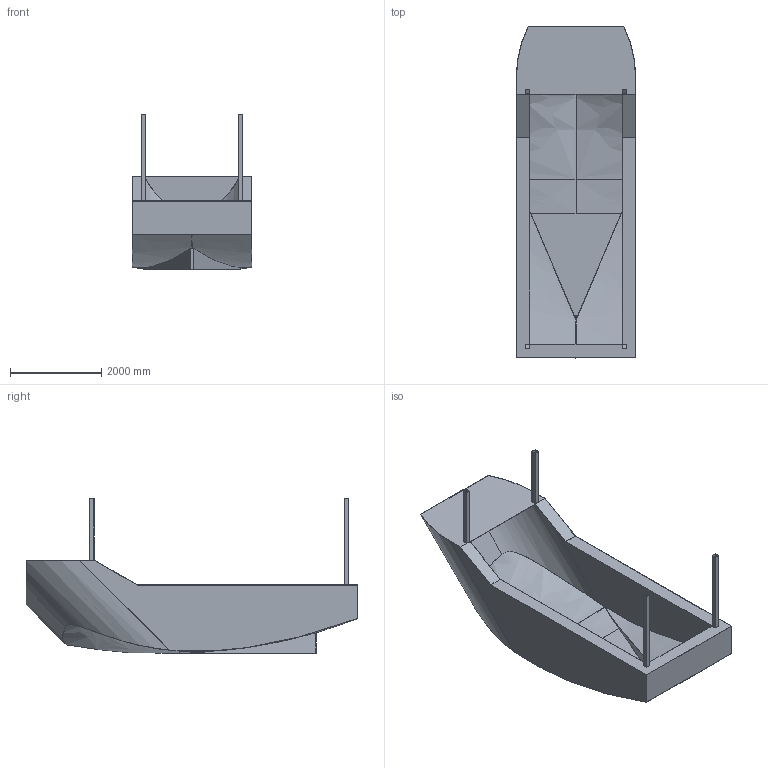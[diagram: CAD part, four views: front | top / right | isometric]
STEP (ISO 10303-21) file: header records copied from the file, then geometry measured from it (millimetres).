
FILE_DESCRIPTION(('FreeCAD Model'),'2;1');
FILE_NAME('Open CASCADE Shape Model','2025-05-03T05:34:55',('FreeCAD'),( 'FreeCAD'),'Open CASCADE STEP processor 7.6','FreeCAD','Unknown');
FILE_SCHEMA(('AUTOMOTIVE_DESIGN { 1 0 10303 214 1 1 1 1 }'));
Length unit declared in the file: millimetre
Products named in the file (1): Open CASCADE STEP translator 7.6 1
Bounding box: 2625 x 7275 x 3391.6 mm (x, y, z)
Volume: 208223971 mm3; surface area: 104181170.8 mm2
Topology: 1 solids, 1 shells, 97 faces, 261 edges, 166 vertices
Faces by surface type: plane 69, bspline 24, cylinder 4
Entity records: 4026 total; most frequent: CARTESIAN_POINT 1798, ORIENTED_EDGE 522, DIRECTION 339, EDGE_CURVE 261, LINE 175, VECTOR 175, VERTEX_POINT 166, FACE_BOUND 107
